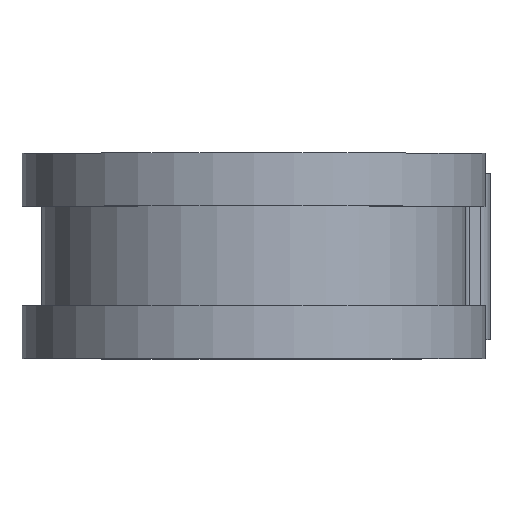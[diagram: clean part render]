
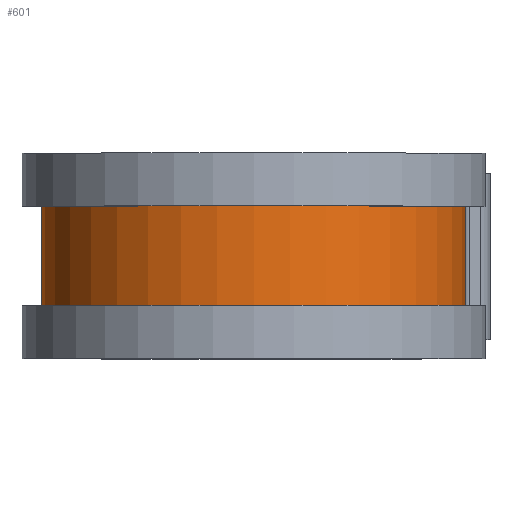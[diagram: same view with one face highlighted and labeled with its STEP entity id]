
A CAD part, top view. The second image highlights one B-rep face of the part: STEP entity #601.
In plain terms, the highlighted cylindrical face has radius 16.231 mm (diameter 32.461 mm), a partial arc.
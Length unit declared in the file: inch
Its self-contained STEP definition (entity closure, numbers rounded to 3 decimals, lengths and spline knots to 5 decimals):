
#19 = CIRCLE ( 'NONE', #564, 0.639 ) ;
#122 = ORIENTED_EDGE ( 'NONE', *, *, #1267, .F. ) ;
#152 = VERTEX_POINT ( 'NONE', #1641 ) ;
#214 = CARTESIAN_POINT ( 'NONE',  ( 0., 0.15, 0. ) ) ;
#262 = CARTESIAN_POINT ( 'NONE',  ( 0., 0.25, -0.639 ) ) ;
#297 = EDGE_LOOP ( 'NONE', ( #561, #1679, #912, #122 ) ) ;
#301 = DIRECTION ( 'NONE',  ( 0., -1., 0. ) ) ;
#351 = DIRECTION ( 'NONE',  ( 0., 0., -1. ) ) ;
#381 = DIRECTION ( 'NONE',  ( 0., -1., 0. ) ) ;
#502 = EDGE_CURVE ( 'NONE', #537, #674, #1023, .T. ) ;
#537 = VERTEX_POINT ( 'NONE', #1730 ) ;
#550 = VERTEX_POINT ( 'NONE', #937 ) ;
#552 = CARTESIAN_POINT ( 'NONE',  ( 0.639, -0.15, 0. ) ) ;
#561 = ORIENTED_EDGE ( 'NONE', *, *, #502, .F. ) ;
#564 = AXIS2_PLACEMENT_3D ( 'NONE', #1128, #301, #1269 ) ;
#601 = ADVANCED_FACE ( 'NONE', ( #903 ), #1567, .T. ) ;
#622 = AXIS2_PLACEMENT_3D ( 'NONE', #684, #1735, #1473 ) ;
#671 = VECTOR ( 'NONE', #1229, 39.37008 ) ;
#674 = VERTEX_POINT ( 'NONE', #552 ) ;
#684 = CARTESIAN_POINT ( 'NONE',  ( 0., 0.25, 0. ) ) ;
#903 = FACE_OUTER_BOUND ( 'NONE', #297, .T. ) ;
#912 = ORIENTED_EDGE ( 'NONE', *, *, #1071, .T. ) ;
#937 = CARTESIAN_POINT ( 'NONE',  ( 0., 0.15, -0.639 ) ) ;
#1017 = LINE ( 'NONE', #262, #671 ) ;
#1023 = LINE ( 'NONE', #1722, #1336 ) ;
#1071 = EDGE_CURVE ( 'NONE', #550, #152, #1017, .T. ) ;
#1128 = CARTESIAN_POINT ( 'NONE',  ( 0., -0.15, 0. ) ) ;
#1183 = DIRECTION ( 'NONE',  ( 0., -1., 0. ) ) ;
#1229 = DIRECTION ( 'NONE',  ( 0., -1., 0. ) ) ;
#1267 = EDGE_CURVE ( 'NONE', #674, #152, #19, .T. ) ;
#1269 = DIRECTION ( 'NONE',  ( 0., 0., -1. ) ) ;
#1336 = VECTOR ( 'NONE', #381, 39.37008 ) ;
#1393 = AXIS2_PLACEMENT_3D ( 'NONE', #214, #1183, #351 ) ;
#1473 = DIRECTION ( 'NONE',  ( 0., 0., -1. ) ) ;
#1567 = CYLINDRICAL_SURFACE ( 'NONE', #622, 0.639 ) ;
#1597 = CIRCLE ( 'NONE', #1393, 0.639 ) ;
#1641 = CARTESIAN_POINT ( 'NONE',  ( 0., -0.15, -0.639 ) ) ;
#1679 = ORIENTED_EDGE ( 'NONE', *, *, #1699, .T. ) ;
#1699 = EDGE_CURVE ( 'NONE', #537, #550, #1597, .T. ) ;
#1722 = CARTESIAN_POINT ( 'NONE',  ( 0.639, 0.25, 0. ) ) ;
#1730 = CARTESIAN_POINT ( 'NONE',  ( 0.639, 0.15, 0. ) ) ;
#1735 = DIRECTION ( 'NONE',  ( 0., -1., 0. ) ) ;
